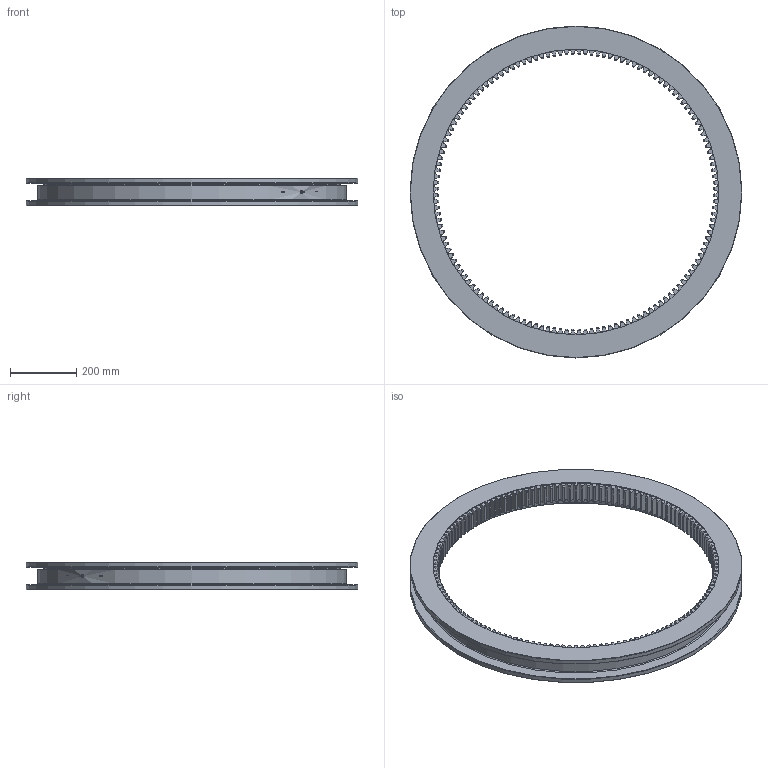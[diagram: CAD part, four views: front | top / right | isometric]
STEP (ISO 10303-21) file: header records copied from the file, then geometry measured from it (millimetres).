
FILE_DESCRIPTION (( 'STEP AP214' ), '1' );
FILE_NAME ('I.1000.22.00.A-T.STEP', '2020-05-13T08:52:54', ( '' ), ( '' ), 'SwSTEP 2.0', 'SolidWorks 2016', '' );
FILE_SCHEMA (( 'AUTOMOTIVE_DESIGN' ));
Length unit declared in the file: millimetre
Products named in the file (5): I.1000.22.00.A-T - OR; I.1000.22.00.A-T; Grease nipple M6x1mm; I.1000.22.00.A-T - IR; Ball D22
Assembly tree (114 placements, depth 2):
  I.1000.22.00.A-T
    I.1000.22.00.A-T - IR
    I.1000.22.00.A-T - OR
    Ball D22  x110
    Grease nipple M6x1mm  x2
Bounding box: 1000 x 1000 x 82 mm (x, y, z)
Volume: 12444860.8 mm3; surface area: 1848668.8 mm2
Topology: 114 solids, 114 shells, 765 faces, 2215 edges, 1464 vertices
Faces by surface type: cone 318, cylinder 155, bspline 140, sphere 110, plane 28, torus 14
Full cylindrical faces by diameter (mm): 2.5 x2, 5 x2, 6 x2, 861 x1, 879 x1, 893 x2, 897 x2, 931 x1, 1000 x2
Entity records: 56975 total; most frequent: CARTESIAN_POINT 41160, ORIENTED_EDGE 3558, DIRECTION 2736, EDGE_CURVE 1779, AXIS2_PLACEMENT_3D 1225, VERTEX_POINT 1197, B_SPLINE_CURVE_WITH_KNOTS 874, EDGE_LOOP 678
